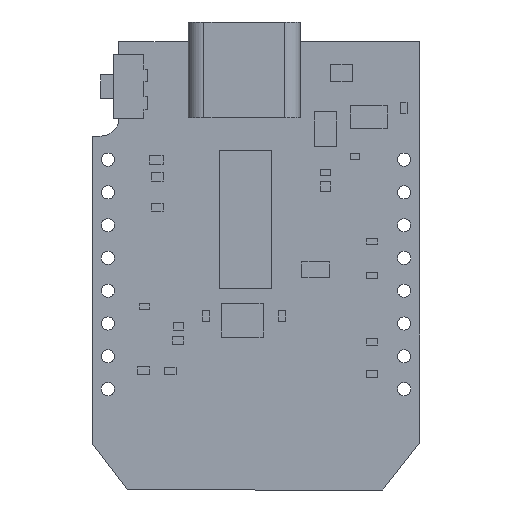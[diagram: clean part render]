
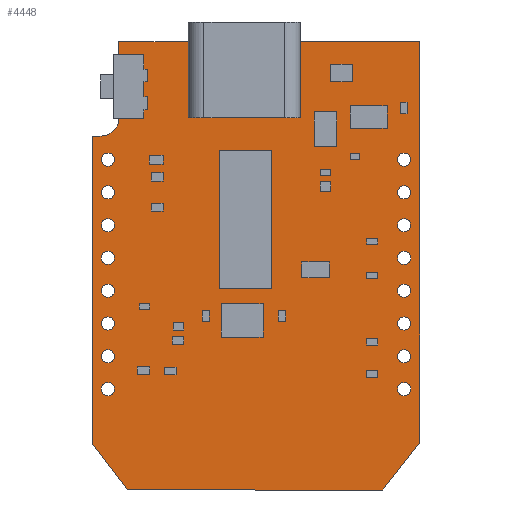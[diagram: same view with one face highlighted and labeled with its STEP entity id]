
A CAD part, front view. The second image highlights one B-rep face of the part: STEP entity #4448.
In plain terms, the highlighted planar face has unit normal (0, -1, 0).
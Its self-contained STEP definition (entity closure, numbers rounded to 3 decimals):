
#134=FACE_BOUND('',#537,.T.);
#135=FACE_BOUND('',#538,.T.);
#136=FACE_BOUND('',#539,.T.);
#137=FACE_BOUND('',#540,.T.);
#138=FACE_BOUND('',#541,.T.);
#139=FACE_BOUND('',#542,.T.);
#140=FACE_BOUND('',#543,.T.);
#141=FACE_BOUND('',#544,.T.);
#142=FACE_BOUND('',#545,.T.);
#143=FACE_BOUND('',#546,.T.);
#144=FACE_BOUND('',#547,.T.);
#145=FACE_BOUND('',#548,.T.);
#146=FACE_BOUND('',#549,.T.);
#147=FACE_BOUND('',#550,.T.);
#148=FACE_BOUND('',#551,.T.);
#149=FACE_BOUND('',#552,.T.);
#168=CIRCLE('',#4782,1.361);
#169=CIRCLE('',#4783,0.5);
#170=CIRCLE('',#4784,0.5);
#171=CIRCLE('',#4785,0.5);
#172=CIRCLE('',#4786,0.5);
#173=CIRCLE('',#4787,0.5);
#174=CIRCLE('',#4788,0.5);
#175=CIRCLE('',#4789,0.5);
#176=CIRCLE('',#4790,0.5);
#177=CIRCLE('',#4791,0.5);
#178=CIRCLE('',#4792,0.5);
#179=CIRCLE('',#4793,0.5);
#180=CIRCLE('',#4794,0.5);
#181=CIRCLE('',#4795,0.5);
#182=CIRCLE('',#4796,0.5);
#183=CIRCLE('',#4797,0.5);
#184=CIRCLE('',#4798,0.5);
#261=FACE_OUTER_BOUND('',#536,.T.);
#536=EDGE_LOOP('',(#2973,#2974,#2975,#2976,#2977,#2978,#2979,#2980,#2981));
#537=EDGE_LOOP('',(#2982));
#538=EDGE_LOOP('',(#2983));
#539=EDGE_LOOP('',(#2984));
#540=EDGE_LOOP('',(#2985));
#541=EDGE_LOOP('',(#2986));
#542=EDGE_LOOP('',(#2987));
#543=EDGE_LOOP('',(#2988));
#544=EDGE_LOOP('',(#2989));
#545=EDGE_LOOP('',(#2990));
#546=EDGE_LOOP('',(#2991));
#547=EDGE_LOOP('',(#2992));
#548=EDGE_LOOP('',(#2993));
#549=EDGE_LOOP('',(#2994));
#550=EDGE_LOOP('',(#2995));
#551=EDGE_LOOP('',(#2996));
#552=EDGE_LOOP('',(#2997));
#842=LINE('',#6428,#1379);
#846=LINE('',#6437,#1383);
#850=LINE('',#6445,#1387);
#853=LINE('',#6450,#1390);
#854=LINE('',#6452,#1391);
#855=LINE('',#6454,#1392);
#856=LINE('',#6456,#1393);
#857=LINE('',#6459,#1394);
#1379=VECTOR('',#5152,10.);
#1383=VECTOR('',#5158,10.);
#1387=VECTOR('',#5164,10.);
#1390=VECTOR('',#5169,10.);
#1391=VECTOR('',#5170,10.);
#1392=VECTOR('',#5171,10.);
#1393=VECTOR('',#5172,10.);
#1394=VECTOR('',#5175,10.);
#1916=VERTEX_POINT('',#6426);
#1917=VERTEX_POINT('',#6427);
#1920=VERTEX_POINT('',#6435);
#1921=VERTEX_POINT('',#6436);
#1924=VERTEX_POINT('',#6444);
#1926=VERTEX_POINT('',#6451);
#1927=VERTEX_POINT('',#6453);
#1928=VERTEX_POINT('',#6455);
#1929=VERTEX_POINT('',#6457);
#1930=VERTEX_POINT('',#6460);
#1931=VERTEX_POINT('',#6462);
#1932=VERTEX_POINT('',#6464);
#1933=VERTEX_POINT('',#6466);
#1934=VERTEX_POINT('',#6468);
#1935=VERTEX_POINT('',#6470);
#1936=VERTEX_POINT('',#6472);
#1937=VERTEX_POINT('',#6474);
#1938=VERTEX_POINT('',#6476);
#1939=VERTEX_POINT('',#6478);
#1940=VERTEX_POINT('',#6480);
#1941=VERTEX_POINT('',#6482);
#1942=VERTEX_POINT('',#6484);
#1943=VERTEX_POINT('',#6486);
#1944=VERTEX_POINT('',#6488);
#1945=VERTEX_POINT('',#6490);
#2334=EDGE_CURVE('',#1916,#1917,#842,.T.);
#2338=EDGE_CURVE('',#1920,#1921,#846,.T.);
#2342=EDGE_CURVE('',#1924,#1916,#850,.T.);
#2345=EDGE_CURVE('',#1917,#1920,#853,.T.);
#2346=EDGE_CURVE('',#1921,#1926,#854,.T.);
#2347=EDGE_CURVE('',#1926,#1927,#855,.T.);
#2348=EDGE_CURVE('',#1927,#1928,#856,.T.);
#2349=EDGE_CURVE('',#1928,#1929,#168,.T.);
#2350=EDGE_CURVE('',#1924,#1929,#857,.T.);
#2351=EDGE_CURVE('',#1930,#1930,#169,.T.);
#2352=EDGE_CURVE('',#1931,#1931,#170,.T.);
#2353=EDGE_CURVE('',#1932,#1932,#171,.T.);
#2354=EDGE_CURVE('',#1933,#1933,#172,.T.);
#2355=EDGE_CURVE('',#1934,#1934,#173,.T.);
#2356=EDGE_CURVE('',#1935,#1935,#174,.T.);
#2357=EDGE_CURVE('',#1936,#1936,#175,.T.);
#2358=EDGE_CURVE('',#1937,#1937,#176,.T.);
#2359=EDGE_CURVE('',#1938,#1938,#177,.T.);
#2360=EDGE_CURVE('',#1939,#1939,#178,.T.);
#2361=EDGE_CURVE('',#1940,#1940,#179,.T.);
#2362=EDGE_CURVE('',#1941,#1941,#180,.T.);
#2363=EDGE_CURVE('',#1942,#1942,#181,.T.);
#2364=EDGE_CURVE('',#1943,#1943,#182,.T.);
#2365=EDGE_CURVE('',#1944,#1944,#183,.T.);
#2366=EDGE_CURVE('',#1945,#1945,#184,.T.);
#2973=ORIENTED_EDGE('',*,*,#2334,.T.);
#2974=ORIENTED_EDGE('',*,*,#2345,.T.);
#2975=ORIENTED_EDGE('',*,*,#2338,.T.);
#2976=ORIENTED_EDGE('',*,*,#2346,.T.);
#2977=ORIENTED_EDGE('',*,*,#2347,.T.);
#2978=ORIENTED_EDGE('',*,*,#2348,.T.);
#2979=ORIENTED_EDGE('',*,*,#2349,.T.);
#2980=ORIENTED_EDGE('',*,*,#2350,.F.);
#2981=ORIENTED_EDGE('',*,*,#2342,.T.);
#2982=ORIENTED_EDGE('',*,*,#2351,.T.);
#2983=ORIENTED_EDGE('',*,*,#2352,.T.);
#2984=ORIENTED_EDGE('',*,*,#2353,.T.);
#2985=ORIENTED_EDGE('',*,*,#2354,.T.);
#2986=ORIENTED_EDGE('',*,*,#2355,.T.);
#2987=ORIENTED_EDGE('',*,*,#2356,.T.);
#2988=ORIENTED_EDGE('',*,*,#2357,.T.);
#2989=ORIENTED_EDGE('',*,*,#2358,.T.);
#2990=ORIENTED_EDGE('',*,*,#2359,.T.);
#2991=ORIENTED_EDGE('',*,*,#2360,.T.);
#2992=ORIENTED_EDGE('',*,*,#2361,.T.);
#2993=ORIENTED_EDGE('',*,*,#2362,.T.);
#2994=ORIENTED_EDGE('',*,*,#2363,.T.);
#2995=ORIENTED_EDGE('',*,*,#2364,.T.);
#2996=ORIENTED_EDGE('',*,*,#2365,.T.);
#2997=ORIENTED_EDGE('',*,*,#2366,.T.);
#4218=PLANE('',#4781);
#4448=ADVANCED_FACE('',(#261,#134,#135,#136,#137,#138,#139,#140,#141,#142,
#143,#144,#145,#146,#147,#148,#149),#4218,.F.);
#4781=AXIS2_PLACEMENT_3D('',#6449,#5167,#5168);
#4782=AXIS2_PLACEMENT_3D('',#6458,#5173,#5174);
#4783=AXIS2_PLACEMENT_3D('',#6461,#5176,#5177);
#4784=AXIS2_PLACEMENT_3D('',#6463,#5178,#5179);
#4785=AXIS2_PLACEMENT_3D('',#6465,#5180,#5181);
#4786=AXIS2_PLACEMENT_3D('',#6467,#5182,#5183);
#4787=AXIS2_PLACEMENT_3D('',#6469,#5184,#5185);
#4788=AXIS2_PLACEMENT_3D('',#6471,#5186,#5187);
#4789=AXIS2_PLACEMENT_3D('',#6473,#5188,#5189);
#4790=AXIS2_PLACEMENT_3D('',#6475,#5190,#5191);
#4791=AXIS2_PLACEMENT_3D('',#6477,#5192,#5193);
#4792=AXIS2_PLACEMENT_3D('',#6479,#5194,#5195);
#4793=AXIS2_PLACEMENT_3D('',#6481,#5196,#5197);
#4794=AXIS2_PLACEMENT_3D('',#6483,#5198,#5199);
#4795=AXIS2_PLACEMENT_3D('',#6485,#5200,#5201);
#4796=AXIS2_PLACEMENT_3D('',#6487,#5202,#5203);
#4797=AXIS2_PLACEMENT_3D('',#6489,#5204,#5205);
#4798=AXIS2_PLACEMENT_3D('',#6491,#5206,#5207);
#5152=DIRECTION('',(0.607,0.,-0.795));
#5158=DIRECTION('',(0.612,0.,0.791));
#5164=DIRECTION('',(0.,0.,-1.));
#5167=DIRECTION('center_axis',(0.,1.,0.));
#5168=DIRECTION('ref_axis',(1.,0.,0.));
#5169=DIRECTION('',(1.,0.,0.));
#5170=DIRECTION('',(0.,0.,1.));
#5171=DIRECTION('',(-1.,0.,0.));
#5172=DIRECTION('',(0.,0.,-1.));
#5173=DIRECTION('center_axis',(0.,1.,0.));
#5174=DIRECTION('ref_axis',(1.,0.,0.));
#5175=DIRECTION('',(1.,0.,0.));
#5176=DIRECTION('center_axis',(0.,1.,0.));
#5177=DIRECTION('ref_axis',(1.,0.,0.));
#5178=DIRECTION('center_axis',(0.,1.,0.));
#5179=DIRECTION('ref_axis',(1.,0.,0.));
#5180=DIRECTION('center_axis',(0.,1.,0.));
#5181=DIRECTION('ref_axis',(1.,0.,0.));
#5182=DIRECTION('center_axis',(0.,1.,0.));
#5183=DIRECTION('ref_axis',(1.,0.,0.));
#5184=DIRECTION('center_axis',(0.,1.,0.));
#5185=DIRECTION('ref_axis',(1.,0.,0.));
#5186=DIRECTION('center_axis',(0.,1.,0.));
#5187=DIRECTION('ref_axis',(1.,0.,0.));
#5188=DIRECTION('center_axis',(0.,1.,0.));
#5189=DIRECTION('ref_axis',(1.,0.,0.));
#5190=DIRECTION('center_axis',(0.,1.,0.));
#5191=DIRECTION('ref_axis',(1.,0.,0.));
#5192=DIRECTION('center_axis',(0.,1.,0.));
#5193=DIRECTION('ref_axis',(1.,0.,0.));
#5194=DIRECTION('center_axis',(0.,1.,0.));
#5195=DIRECTION('ref_axis',(1.,0.,0.));
#5196=DIRECTION('center_axis',(0.,1.,0.));
#5197=DIRECTION('ref_axis',(1.,0.,0.));
#5198=DIRECTION('center_axis',(0.,1.,0.));
#5199=DIRECTION('ref_axis',(1.,0.,0.));
#5200=DIRECTION('center_axis',(0.,1.,0.));
#5201=DIRECTION('ref_axis',(1.,0.,0.));
#5202=DIRECTION('center_axis',(0.,1.,0.));
#5203=DIRECTION('ref_axis',(1.,0.,0.));
#5204=DIRECTION('center_axis',(0.,1.,0.));
#5205=DIRECTION('ref_axis',(1.,0.,0.));
#5206=DIRECTION('center_axis',(0.,1.,0.));
#5207=DIRECTION('ref_axis',(1.,0.,0.));
#6426=CARTESIAN_POINT('',(0.2,0.,3.518));
#6427=CARTESIAN_POINT('',(2.888,0.,0.));
#6428=CARTESIAN_POINT('',(0.572,0.,3.031));
#6435=CARTESIAN_POINT('',(22.376,0.,0.));
#6436=CARTESIAN_POINT('',(25.2,0.,3.653));
#6437=CARTESIAN_POINT('',(26.115,0.,4.836));
#6444=CARTESIAN_POINT('',(0.2,0.,27.));
#6445=CARTESIAN_POINT('',(0.2,0.,27.));
#6449=CARTESIAN_POINT('Origin',(12.7,0.,17.1));
#6450=CARTESIAN_POINT('',(2.089,0.,0.));
#6451=CARTESIAN_POINT('',(25.2,0.,34.2));
#6452=CARTESIAN_POINT('',(25.2,0.,1.386));
#6453=CARTESIAN_POINT('',(2.241,0.,34.2));
#6454=CARTESIAN_POINT('',(7.59,0.,34.2));
#6455=CARTESIAN_POINT('',(2.241,0.,28.362));
#6456=CARTESIAN_POINT('',(2.241,0.,34.2));
#6457=CARTESIAN_POINT('',(0.879,0.,27.));
#6458=CARTESIAN_POINT('Origin',(0.879,0.,28.362));
#6459=CARTESIAN_POINT('',(0.2,0.,27.));
#6460=CARTESIAN_POINT('',(0.9,0.,25.2));
#6461=CARTESIAN_POINT('Origin',(1.4,0.,25.2));
#6462=CARTESIAN_POINT('',(23.5,0.,15.2));
#6463=CARTESIAN_POINT('Origin',(24.,0.,15.2));
#6464=CARTESIAN_POINT('',(23.5,0.,25.2));
#6465=CARTESIAN_POINT('Origin',(24.,0.,25.2));
#6466=CARTESIAN_POINT('',(0.9,0.,15.2));
#6467=CARTESIAN_POINT('Origin',(1.4,0.,15.2));
#6468=CARTESIAN_POINT('',(0.9,0.,22.7));
#6469=CARTESIAN_POINT('Origin',(1.4,0.,22.7));
#6470=CARTESIAN_POINT('',(0.9,0.,12.7));
#6471=CARTESIAN_POINT('Origin',(1.4,0.,12.7));
#6472=CARTESIAN_POINT('',(23.5,0.,22.7));
#6473=CARTESIAN_POINT('Origin',(24.,0.,22.7));
#6474=CARTESIAN_POINT('',(23.5,0.,12.7));
#6475=CARTESIAN_POINT('Origin',(24.,0.,12.7));
#6476=CARTESIAN_POINT('',(23.5,0.,7.7));
#6477=CARTESIAN_POINT('Origin',(24.,0.,7.7));
#6478=CARTESIAN_POINT('',(23.5,0.,17.7));
#6479=CARTESIAN_POINT('Origin',(24.,0.,17.7));
#6480=CARTESIAN_POINT('',(0.9,0.,7.7));
#6481=CARTESIAN_POINT('Origin',(1.4,0.,7.7));
#6482=CARTESIAN_POINT('',(0.9,0.,17.7));
#6483=CARTESIAN_POINT('Origin',(1.4,0.,17.7));
#6484=CARTESIAN_POINT('',(0.9,0.,20.2));
#6485=CARTESIAN_POINT('Origin',(1.4,0.,20.2));
#6486=CARTESIAN_POINT('',(0.9,0.,10.2));
#6487=CARTESIAN_POINT('Origin',(1.4,0.,10.2));
#6488=CARTESIAN_POINT('',(23.5,0.,20.2));
#6489=CARTESIAN_POINT('Origin',(24.,0.,20.2));
#6490=CARTESIAN_POINT('',(23.5,0.,10.2));
#6491=CARTESIAN_POINT('Origin',(24.,0.,10.2));
